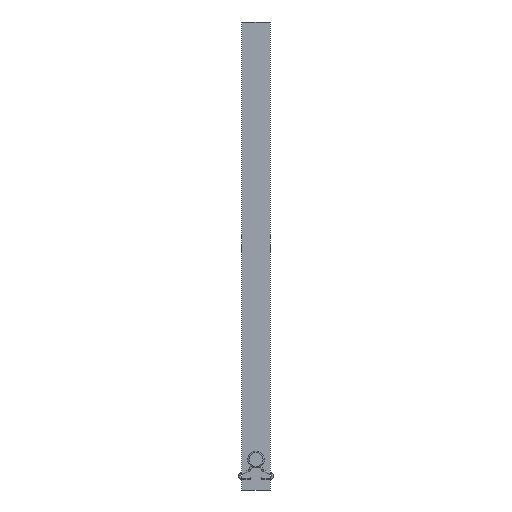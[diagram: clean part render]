
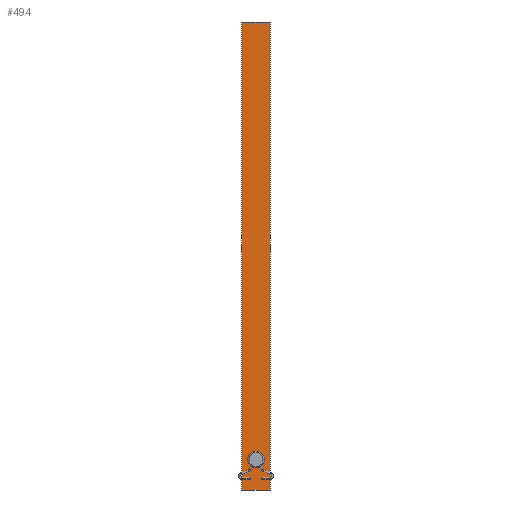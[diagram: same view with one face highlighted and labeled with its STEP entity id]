
A CAD part, left-side view. The second image highlights one B-rep face of the part: STEP entity #494.
In plain terms, the highlighted planar face has unit normal (-1, 0, 0).
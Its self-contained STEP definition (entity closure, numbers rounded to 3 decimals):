
#1 = FACE_OUTER_BOUND ( 'NONE', #2751, .T. ) ;
#65 = CARTESIAN_POINT ( 'NONE',  ( -0.5, 0., 13. ) ) ;
#109 = CIRCLE ( 'NONE', #1289, 2. ) ;
#117 = ORIENTED_EDGE ( 'NONE', *, *, #1106, .F. ) ;
#134 = DIRECTION ( 'NONE',  ( -1., 0., 0. ) ) ;
#139 = DIRECTION ( 'NONE',  ( 1., 0., 0. ) ) ;
#215 = CARTESIAN_POINT ( 'NONE',  ( -0.5, -2., 13. ) ) ;
#253 = LINE ( 'NONE', #1223, #677 ) ;
#334 = LINE ( 'NONE', #504, #877 ) ;
#361 = EDGE_CURVE ( 'NONE', #1492, #1326, #2800, .T. ) ;
#369 = VECTOR ( 'NONE', #771, 1000. ) ;
#408 = CARTESIAN_POINT ( 'NONE',  ( -0.5, 2., 13. ) ) ;
#482 = LINE ( 'NONE', #512, #1442 ) ;
#494 = ADVANCED_FACE ( 'NONE', ( #2517, #1 ), #1316, .F. ) ;
#504 = CARTESIAN_POINT ( 'NONE',  ( -0.5, -6., 200. ) ) ;
#512 = CARTESIAN_POINT ( 'NONE',  ( -0.5, 6., 200. ) ) ;
#543 = DIRECTION ( 'NONE',  ( 0., 0., -1. ) ) ;
#645 = ORIENTED_EDGE ( 'NONE', *, *, #2794, .T. ) ;
#677 = VECTOR ( 'NONE', #987, 1000. ) ;
#771 = DIRECTION ( 'NONE',  ( 0., -1., 0. ) ) ;
#877 = VECTOR ( 'NONE', #2714, 1000. ) ;
#987 = DIRECTION ( 'NONE',  ( 0., -1., 0. ) ) ;
#995 = DIRECTION ( 'NONE',  ( 0., 1., 0. ) ) ;
#1046 = DIRECTION ( 'NONE',  ( 0., 1., 0. ) ) ;
#1086 = VERTEX_POINT ( 'NONE', #2504 ) ;
#1106 = EDGE_CURVE ( 'NONE', #2338, #2114, #334, .T. ) ;
#1223 = CARTESIAN_POINT ( 'NONE',  ( -0.5, 6., 200. ) ) ;
#1227 = ORIENTED_EDGE ( 'NONE', *, *, #2237, .F. ) ;
#1255 = CARTESIAN_POINT ( 'NONE',  ( -0.5, -6., 200. ) ) ;
#1261 = ORIENTED_EDGE ( 'NONE', *, *, #1673, .T. ) ;
#1289 = AXIS2_PLACEMENT_3D ( 'NONE', #65, #1710, #995 ) ;
#1316 = PLANE ( 'NONE',  #2354 ) ;
#1326 = VERTEX_POINT ( 'NONE', #408 ) ;
#1442 = VECTOR ( 'NONE', #543, 1000. ) ;
#1463 = ORIENTED_EDGE ( 'NONE', *, *, #2909, .F. ) ;
#1492 = VERTEX_POINT ( 'NONE', #215 ) ;
#1655 = CARTESIAN_POINT ( 'NONE',  ( -0.5, 6., 200. ) ) ;
#1673 = EDGE_CURVE ( 'NONE', #2493, #2114, #2662, .T. ) ;
#1710 = DIRECTION ( 'NONE',  ( -1., 0., 0. ) ) ;
#1776 = CARTESIAN_POINT ( 'NONE',  ( -0.5, 0., 13. ) ) ;
#1833 = EDGE_LOOP ( 'NONE', ( #2121, #1227 ) ) ;
#1945 = CARTESIAN_POINT ( 'NONE',  ( -0.5, 6., 0. ) ) ;
#2114 = VERTEX_POINT ( 'NONE', #2162 ) ;
#2121 = ORIENTED_EDGE ( 'NONE', *, *, #361, .F. ) ;
#2162 = CARTESIAN_POINT ( 'NONE',  ( -0.5, -6., 0. ) ) ;
#2169 = DIRECTION ( 'NONE',  ( 0., 1., 0. ) ) ;
#2237 = EDGE_CURVE ( 'NONE', #1326, #1492, #109, .T. ) ;
#2338 = VERTEX_POINT ( 'NONE', #1255 ) ;
#2354 = AXIS2_PLACEMENT_3D ( 'NONE', #1655, #139, #2169 ) ;
#2445 = AXIS2_PLACEMENT_3D ( 'NONE', #1776, #134, #1046 ) ;
#2493 = VERTEX_POINT ( 'NONE', #2519 ) ;
#2504 = CARTESIAN_POINT ( 'NONE',  ( -0.5, 6., 200. ) ) ;
#2517 = FACE_BOUND ( 'NONE', #1833, .T. ) ;
#2519 = CARTESIAN_POINT ( 'NONE',  ( -0.5, 6., 0. ) ) ;
#2662 = LINE ( 'NONE', #1945, #369 ) ;
#2714 = DIRECTION ( 'NONE',  ( 0., 0., -1. ) ) ;
#2751 = EDGE_LOOP ( 'NONE', ( #1261, #117, #1463, #645 ) ) ;
#2794 = EDGE_CURVE ( 'NONE', #1086, #2493, #482, .T. ) ;
#2800 = CIRCLE ( 'NONE', #2445, 2. ) ;
#2909 = EDGE_CURVE ( 'NONE', #1086, #2338, #253, .T. ) ;
